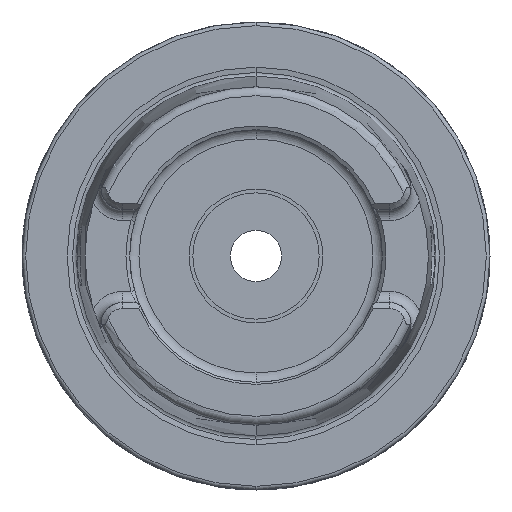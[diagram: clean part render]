
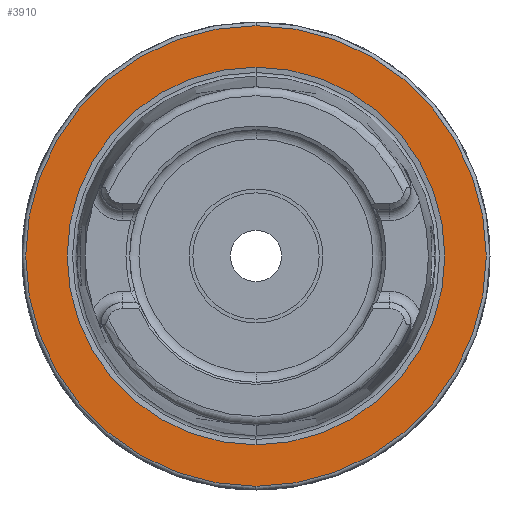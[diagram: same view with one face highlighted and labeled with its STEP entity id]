
A CAD part, left-side view. The second image highlights one B-rep face of the part: STEP entity #3910.
In plain terms, the highlighted planar face has unit normal (-1, 0, 0).
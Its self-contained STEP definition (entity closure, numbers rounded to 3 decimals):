
#958=CARTESIAN_POINT('',(0.,0.,0.));
#959=DIRECTION('',(1.,0.,0.));
#960=DIRECTION('',(0.,0.,-1.));
#961=AXIS2_PLACEMENT_3D('',#958,#959,#960);
#963=CARTESIAN_POINT('',(0.,0.,0.));
#964=DIRECTION('',(1.,0.,0.));
#965=DIRECTION('',(0.,0.,1.));
#966=AXIS2_PLACEMENT_3D('',#963,#964,#965);
#968=CARTESIAN_POINT('',(0.,0.,0.));
#969=DIRECTION('',(-1.,0.,0.));
#970=DIRECTION('',(0.,0.,1.));
#971=AXIS2_PLACEMENT_3D('',#968,#969,#970);
#973=CARTESIAN_POINT('',(0.,0.,0.));
#974=DIRECTION('',(-1.,0.,0.));
#975=DIRECTION('',(0.,0.,-1.));
#976=AXIS2_PLACEMENT_3D('',#973,#974,#975);
#2481=CARTESIAN_POINT('',(0.,0.,-25.42));
#2482=CARTESIAN_POINT('',(0.,0.,25.42));
#2483=VERTEX_POINT('',#2481);
#2484=VERTEX_POINT('',#2482);
#2810=CARTESIAN_POINT('',(0.,0.,31.));
#2811=CARTESIAN_POINT('',(0.,0.,-31.));
#2812=VERTEX_POINT('',#2810);
#2813=VERTEX_POINT('',#2811);
#3894=CARTESIAN_POINT('',(0.,0.,0.));
#3895=DIRECTION('',(1.,0.,0.));
#3896=DIRECTION('',(0.,0.,1.));
#3897=AXIS2_PLACEMENT_3D('',#3894,#3895,#3896);
#3898=PLANE('',#3897);
#3899=ORIENTED_EDGE('',*,*,#3884,.F.);
#3901=ORIENTED_EDGE('',*,*,#3900,.F.);
#3902=EDGE_LOOP('',(#3899,#3901));
#3903=FACE_OUTER_BOUND('',#3902,.F.);
#3905=ORIENTED_EDGE('',*,*,#3904,.F.);
#3907=ORIENTED_EDGE('',*,*,#3906,.F.);
#3908=EDGE_LOOP('',(#3905,#3907));
#3909=FACE_BOUND('',#3908,.F.);
#3910=ADVANCED_FACE('',(#3903,#3909),#3898,.F.);
#962=CIRCLE('',#961,25.42);
#967=CIRCLE('',#966,25.42);
#972=CIRCLE('',#971,31.);
#977=CIRCLE('',#976,31.);
#3884=EDGE_CURVE('',#2812,#2813,#972,.T.);
#3900=EDGE_CURVE('',#2813,#2812,#977,.T.);
#3904=EDGE_CURVE('',#2483,#2484,#962,.T.);
#3906=EDGE_CURVE('',#2484,#2483,#967,.T.);
